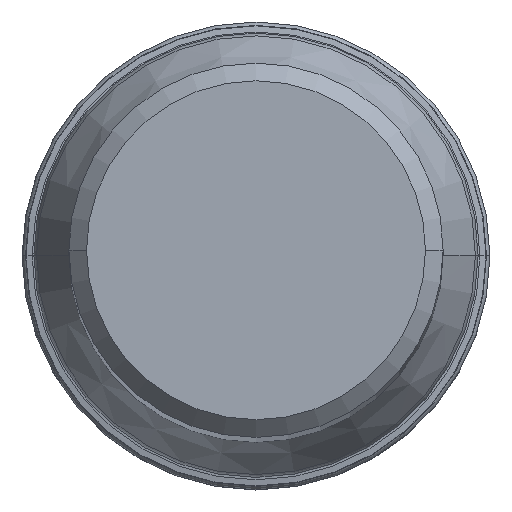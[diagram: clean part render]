
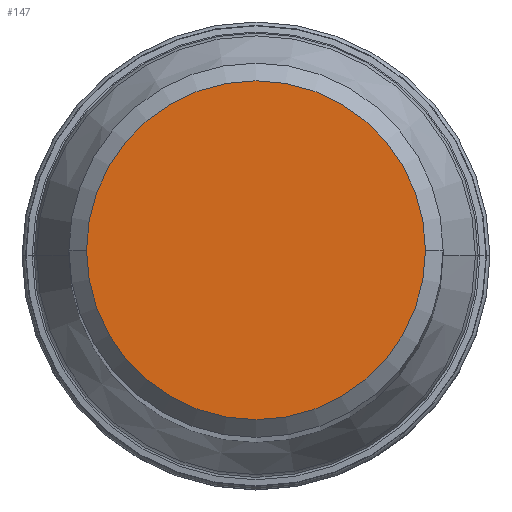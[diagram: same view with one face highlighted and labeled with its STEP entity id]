
A CAD part, top view. The second image highlights one B-rep face of the part: STEP entity #147.
In plain terms, the highlighted planar face has unit normal (0, 0, 1).
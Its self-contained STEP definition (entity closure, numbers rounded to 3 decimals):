
#30=PLANE('',#1207);
#147=ADVANCED_FACE('',(#216),#30,.F.);
#216=FACE_OUTER_BOUND('',#272,.T.);
#272=EDGE_LOOP('',(#491,#492,#493,#494));
#491=ORIENTED_EDGE('',*,*,#747,.F.);
#492=ORIENTED_EDGE('',*,*,#746,.F.);
#493=ORIENTED_EDGE('',*,*,#748,.F.);
#494=ORIENTED_EDGE('',*,*,#749,.F.);
#619=VERTEX_POINT('',#2870);
#620=VERTEX_POINT('',#2872);
#621=VERTEX_POINT('',#2874);
#622=VERTEX_POINT('',#2878);
#746=EDGE_CURVE('',#620,#621,#893,.T.);
#747=EDGE_CURVE('',#621,#619,#894,.T.);
#748=EDGE_CURVE('',#622,#620,#895,.T.);
#749=EDGE_CURVE('',#619,#622,#896,.T.);
#893=CIRCLE('',#1202,11.5);
#894=CIRCLE('',#1203,11.5);
#895=CIRCLE('',#1205,11.5);
#896=CIRCLE('',#1206,11.5);
#1202=AXIS2_PLACEMENT_3D('',#2873,#1510,#1511);
#1203=AXIS2_PLACEMENT_3D('',#2875,#1512,#1513);
#1205=AXIS2_PLACEMENT_3D('',#2877,#1516,#1517);
#1206=AXIS2_PLACEMENT_3D('',#2879,#1518,#1519);
#1207=AXIS2_PLACEMENT_3D('',#2880,#1520,#1521);
#1510=DIRECTION('',(0.,0.,-1.));
#1511=DIRECTION('',(-1.,0.,0.));
#1512=DIRECTION('',(0.,0.,-1.));
#1513=DIRECTION('',(0.,1.,0.));
#1516=DIRECTION('',(0.,0.,-1.));
#1517=DIRECTION('',(0.,-1.,0.));
#1518=DIRECTION('',(0.,0.,-1.));
#1519=DIRECTION('',(1.,0.,0.));
#1520=DIRECTION('',(0.,0.,-1.));
#1521=DIRECTION('',(-1.,0.,0.));
#2870=CARTESIAN_POINT('',(11.5,0.,0.));
#2872=CARTESIAN_POINT('',(-11.5,0.,0.));
#2873=CARTESIAN_POINT('',(0.,0.,0.));
#2874=CARTESIAN_POINT('',(0.,11.5,0.));
#2875=CARTESIAN_POINT('',(0.,0.,0.));
#2877=CARTESIAN_POINT('',(0.,0.,0.));
#2878=CARTESIAN_POINT('',(0.,-11.5,0.));
#2879=CARTESIAN_POINT('',(0.,0.,0.));
#2880=CARTESIAN_POINT('',(0.,0.,0.));
